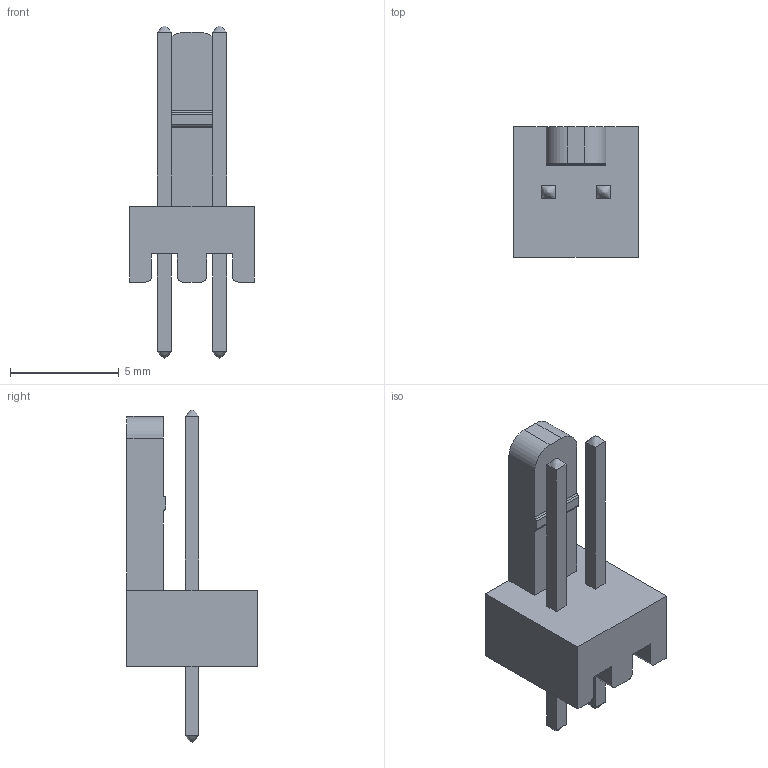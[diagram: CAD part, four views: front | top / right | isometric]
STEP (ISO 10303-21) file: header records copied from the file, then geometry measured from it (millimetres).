
FILE_DESCRIPTION(('FreeCAD Model'),'2;1');
FILE_NAME('User Library-Molex 2 pines.step', '2017-03-08T23:13:55',('Author'),(''), 'Open CASCADE STEP processor 6.8','FreeCAD','Unknown');
FILE_SCHEMA(('AUTOMOTIVE_DESIGN_CC2 { 1 2 10303 214 -1 1 5 4 }'));
Length unit declared in the file: millimetre
Products named in the file (2): ASSEMBLY; User_Library-Molex_2_pines
Assembly tree (1 placements, depth 2):
  ASSEMBLY
    User_Library-Molex_2_pines
Bounding box: 5.75 x 6 x 15.3 mm (x, y, z)
Volume: 148.2 mm3; surface area: 305.7 mm2
Topology: 1 solids, 1 shells, 50 faces, 132 edges, 88 vertices
Faces by surface type: plane 36, cylinder 10, bspline 4
Entity records: 5149 total; most frequent: CARTESIAN_POINT 2300, DIRECTION 404, LINE 268, VECTOR 268, ORIENTED_EDGE 264, PCURVE 264, DEFINITIONAL_REPRESENTATION 264, EDGE_CURVE 132
